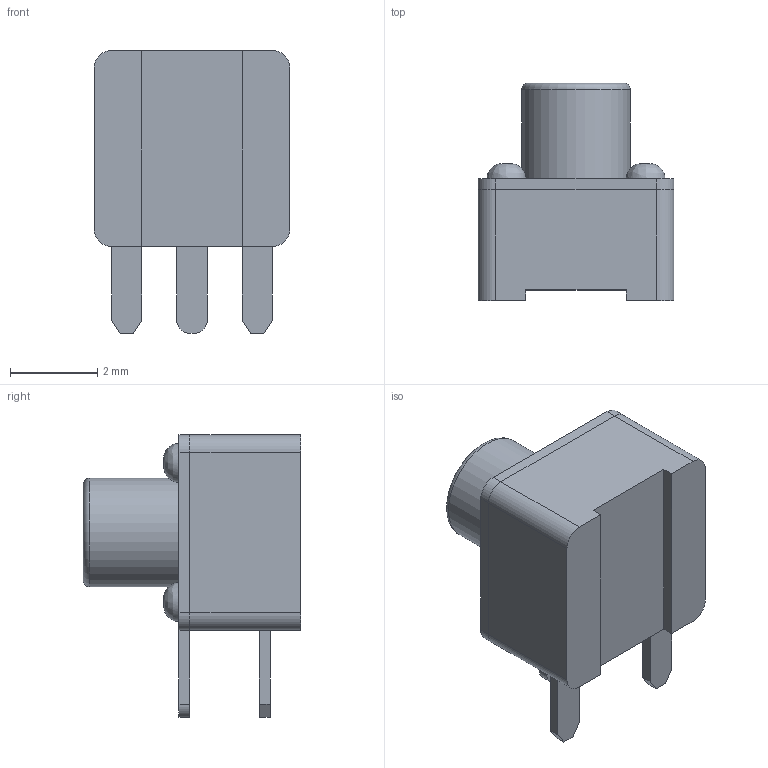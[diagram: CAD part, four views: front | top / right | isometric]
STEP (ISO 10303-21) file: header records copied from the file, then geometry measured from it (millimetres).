
FILE_DESCRIPTION(/* description */ (''),/* implementation_level */ '2;1');
FILE_NAME(/* name */ 'KAN4562-0501C.step',/* time_stamp */ '2019-06-18T22:56:44+02:00',/* author */ (''),/* organization */ (''),/* preprocessor_version */ 'ST-DEVELOPER v18',/* originating_system */ 'Autodesk Translation Framework v8.2.0.1029',/* authorisation */ '');
FILE_SCHEMA (('AUTOMOTIVE_DESIGN { 1 0 10303 214 3 1 1 }'));
Length unit declared in the file: millimetre
Products named in the file (1): KAN4562-0501C
Bounding box: 4.5 x 5 x 6.5 mm (x, y, z)
Volume: 67.3 mm3; surface area: 170.7 mm2
Topology: 9 solids, 9 shells, 63 faces, 134 edges, 89 vertices
Faces by surface type: plane 46, cylinder 12, bspline 4, torus 1
Full cylindrical faces by diameter (mm): 2.5 x1, 2.6 x1
Entity records: 1829 total; most frequent: CARTESIAN_POINT 391, DIRECTION 292, ORIENTED_EDGE 268, EDGE_CURVE 134, AXIS2_PLACEMENT_3D 98, LINE 96, VECTOR 96, VERTEX_POINT 89
